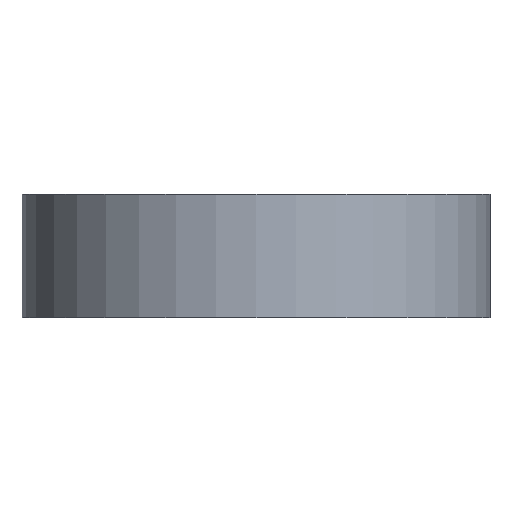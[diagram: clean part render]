
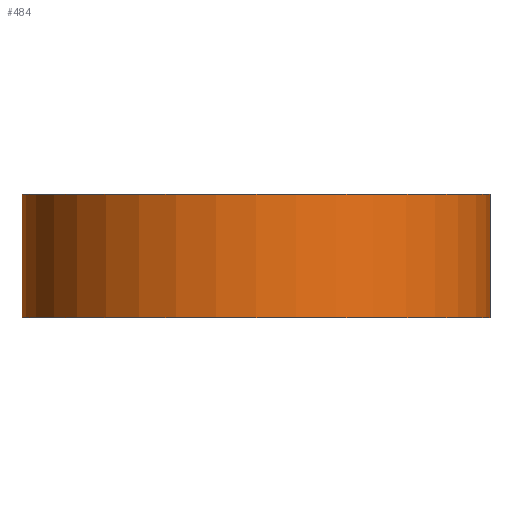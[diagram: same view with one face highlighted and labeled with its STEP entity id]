
A CAD part, left-side view. The second image highlights one B-rep face of the part: STEP entity #484.
In plain terms, the highlighted cylindrical face has radius 19 mm (diameter 38 mm), a partial arc.
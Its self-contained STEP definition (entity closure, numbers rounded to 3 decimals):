
#153 = VERTEX_POINT('',#154);
#154 = CARTESIAN_POINT('',(18.675,3.5,0.));
#160 = EDGE_CURVE('',#153,#161,#163,.T.);
#161 = VERTEX_POINT('',#162);
#162 = CARTESIAN_POINT('',(18.675,-3.5,0.));
#163 = CIRCLE('',#164,19.);
#164 = AXIS2_PLACEMENT_3D('',#165,#166,#167);
#165 = CARTESIAN_POINT('',(0.,0.,0.));
#166 = DIRECTION('',(0.,0.,1.));
#167 = DIRECTION('',(1.,0.,0.));
#278 = VERTEX_POINT('',#279);
#279 = CARTESIAN_POINT('',(18.675,3.5,10.));
#285 = EDGE_CURVE('',#278,#286,#288,.T.);
#286 = VERTEX_POINT('',#287);
#287 = CARTESIAN_POINT('',(18.675,-3.5,10.));
#288 = CIRCLE('',#289,19.);
#289 = AXIS2_PLACEMENT_3D('',#290,#291,#292);
#290 = CARTESIAN_POINT('',(0.,0.,10.));
#291 = DIRECTION('',(0.,0.,1.));
#292 = DIRECTION('',(1.,0.,0.));
#462 = EDGE_CURVE('',#153,#278,#463,.T.);
#463 = LINE('',#464,#465);
#464 = CARTESIAN_POINT('',(18.675,3.5,0.));
#465 = VECTOR('',#466,1.);
#466 = DIRECTION('',(0.,0.,1.));
#484 = ADVANCED_FACE('',(#485),#496,.T.);
#485 = FACE_BOUND('',#486,.F.);
#486 = EDGE_LOOP('',(#487,#488,#489,#495));
#487 = ORIENTED_EDGE('',*,*,#462,.T.);
#488 = ORIENTED_EDGE('',*,*,#285,.T.);
#489 = ORIENTED_EDGE('',*,*,#490,.F.);
#490 = EDGE_CURVE('',#161,#286,#491,.T.);
#491 = LINE('',#492,#493);
#492 = CARTESIAN_POINT('',(18.675,-3.5,0.));
#493 = VECTOR('',#494,1.);
#494 = DIRECTION('',(0.,0.,1.));
#495 = ORIENTED_EDGE('',*,*,#160,.F.);
#496 = CYLINDRICAL_SURFACE('',#497,19.);
#497 = AXIS2_PLACEMENT_3D('',#498,#499,#500);
#498 = CARTESIAN_POINT('',(0.,0.,0.));
#499 = DIRECTION('',(-0.,-0.,-1.));
#500 = DIRECTION('',(1.,0.,0.));
